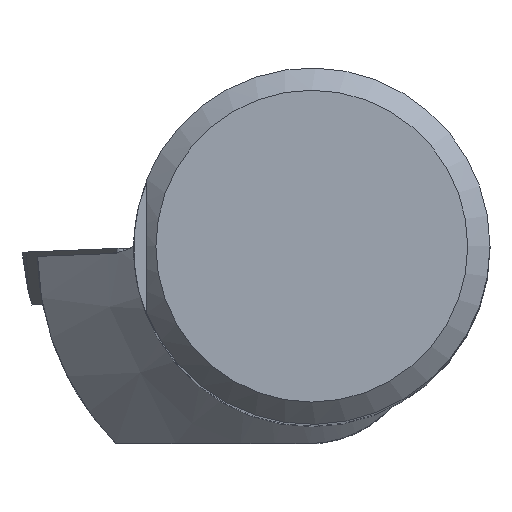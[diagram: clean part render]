
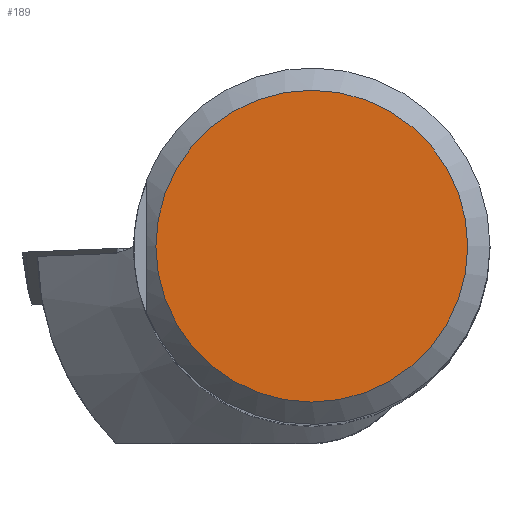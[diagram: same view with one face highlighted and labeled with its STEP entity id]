
A CAD part, top view. The second image highlights one B-rep face of the part: STEP entity #189.
In plain terms, the highlighted planar face has unit normal (0, 0, 1).
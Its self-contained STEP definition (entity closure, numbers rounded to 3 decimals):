
#166=CIRCLE('',#795,6.994);
#189=ADVANCED_FACE('',(#245),#225,.F.);
#225=PLANE('',#797);
#245=FACE_OUTER_BOUND('',#274,.T.);
#274=EDGE_LOOP('',(#431));
#431=ORIENTED_EDGE('',*,*,#648,.T.);
#586=VERTEX_POINT('',#1128);
#648=EDGE_CURVE('',#586,#586,#166,.T.);
#795=AXIS2_PLACEMENT_3D('',#1127,#912,#913);
#797=AXIS2_PLACEMENT_3D('',#1136,#916,#917);
#912=DIRECTION('',(0.,0.,1.));
#913=DIRECTION('',(-1.,0.,0.));
#916=DIRECTION('',(0.,0.,-1.));
#917=DIRECTION('',(-1.,0.,0.));
#1127=CARTESIAN_POINT('',(0.,0.,0.));
#1128=CARTESIAN_POINT('',(-6.994,0.,0.));
#1136=CARTESIAN_POINT('',(-7.994,0.,0.));
